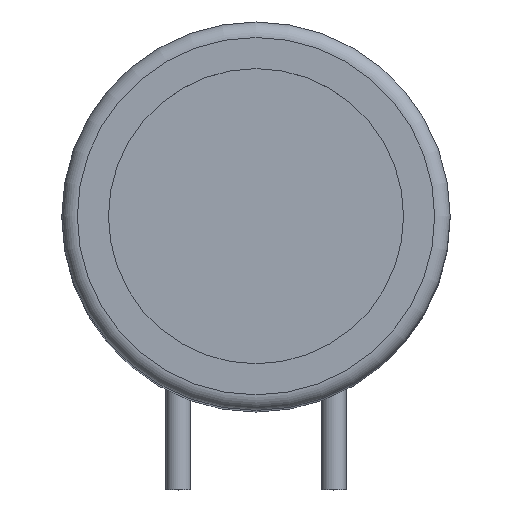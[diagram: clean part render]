
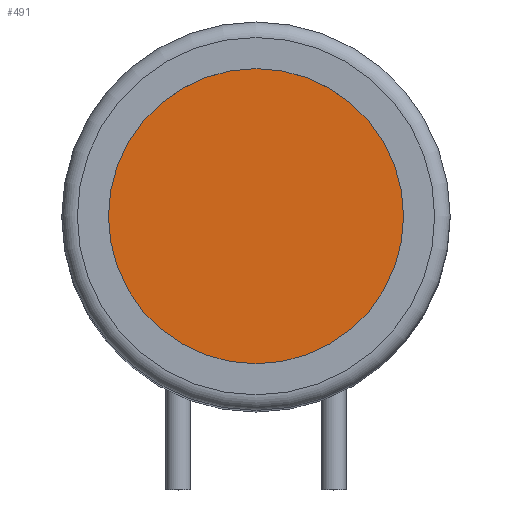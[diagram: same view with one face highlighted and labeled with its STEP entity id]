
A CAD part, top view. The second image highlights one B-rep face of the part: STEP entity #491.
In plain terms, the highlighted planar face has unit normal (0, 0, 1).
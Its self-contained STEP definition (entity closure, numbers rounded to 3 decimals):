
#60=PLANE('',#577);
#85=FACE_OUTER_BOUND('',#110,.T.);
#110=EDGE_LOOP('',(#399,#400));
#173=CIRCLE('',#575,4.75);
#174=CIRCLE('',#576,4.75);
#232=VERTEX_POINT('',#884);
#233=VERTEX_POINT('',#886);
#290=EDGE_CURVE('',#232,#233,#173,.T.);
#291=EDGE_CURVE('',#233,#232,#174,.T.);
#399=ORIENTED_EDGE('',*,*,#291,.F.);
#400=ORIENTED_EDGE('',*,*,#290,.F.);
#491=ADVANCED_FACE('',(#85),#60,.T.);
#575=AXIS2_PLACEMENT_3D('',#887,#729,#730);
#576=AXIS2_PLACEMENT_3D('',#888,#731,#732);
#577=AXIS2_PLACEMENT_3D('',#889,#733,#734);
#729=DIRECTION('center_axis',(0.,0.,-1.));
#730=DIRECTION('ref_axis',(1.,0.,0.));
#731=DIRECTION('center_axis',(0.,0.,-1.));
#732=DIRECTION('ref_axis',(1.,0.,0.));
#733=DIRECTION('center_axis',(0.,0.,1.));
#734=DIRECTION('ref_axis',(1.,0.,0.));
#884=CARTESIAN_POINT('',(-4.75,0.,31.));
#886=CARTESIAN_POINT('',(4.75,0.,31.));
#887=CARTESIAN_POINT('Origin',(0.,0.,31.));
#888=CARTESIAN_POINT('Origin',(0.,0.,31.));
#889=CARTESIAN_POINT('Origin',(0.,0.,31.));
